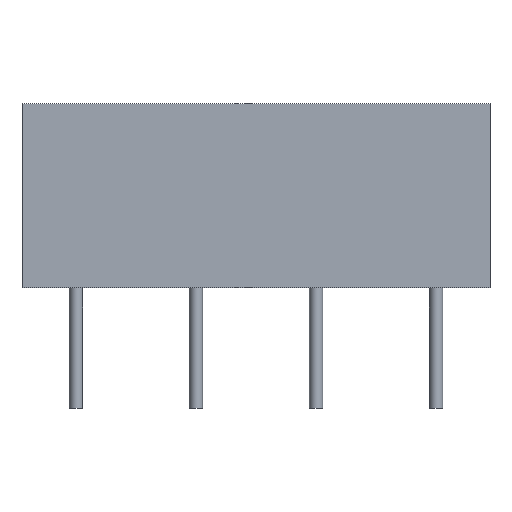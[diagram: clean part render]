
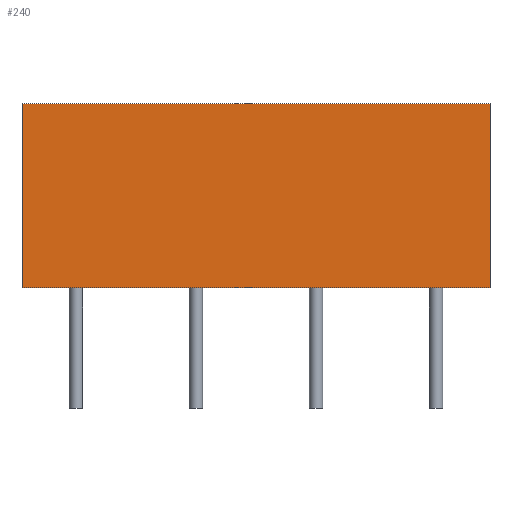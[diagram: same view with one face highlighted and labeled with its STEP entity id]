
A CAD part, front view. The second image highlights one B-rep face of the part: STEP entity #240.
In plain terms, the highlighted planar face has unit normal (0, -1, 0).
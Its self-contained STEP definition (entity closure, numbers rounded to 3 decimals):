
#71 = PLANE('',#72);
#72 = AXIS2_PLACEMENT_3D('',#73,#74,#75);
#73 = CARTESIAN_POINT('',(-2.28,-2.54,0.));
#74 = DIRECTION('',(-1.,0.,0.));
#75 = DIRECTION('',(0.,1.,0.));
#99 = PLANE('',#100);
#100 = AXIS2_PLACEMENT_3D('',#101,#102,#103);
#101 = CARTESIAN_POINT('',(7.62,0.,7.8));
#102 = DIRECTION('',(0.,0.,-1.));
#103 = DIRECTION('',(-1.,0.,0.));
#127 = PLANE('',#128);
#128 = AXIS2_PLACEMENT_3D('',#129,#130,#131);
#129 = CARTESIAN_POINT('',(17.52,2.54,0.));
#130 = DIRECTION('',(1.,0.,-0.));
#131 = DIRECTION('',(0.,-1.,0.));
#153 = PLANE('',#154);
#154 = AXIS2_PLACEMENT_3D('',#155,#156,#157);
#155 = CARTESIAN_POINT('',(7.62,0.,0.));
#156 = DIRECTION('',(0.,0.,-1.));
#157 = DIRECTION('',(-1.,0.,0.));
#170 = VERTEX_POINT('',#171);
#171 = CARTESIAN_POINT('',(17.52,-2.54,7.8));
#192 = EDGE_CURVE('',#193,#170,#195,.T.);
#193 = VERTEX_POINT('',#194);
#194 = CARTESIAN_POINT('',(17.52,-2.54,0.));
#195 = SURFACE_CURVE('',#196,(#200,#207),.PCURVE_S1.);
#196 = LINE('',#197,#198);
#197 = CARTESIAN_POINT('',(17.52,-2.54,0.));
#198 = VECTOR('',#199,1.);
#199 = DIRECTION('',(0.,0.,1.));
#200 = PCURVE('',#127,#201);
#201 = DEFINITIONAL_REPRESENTATION('',(#202),#206);
#202 = LINE('',#203,#204);
#203 = CARTESIAN_POINT('',(5.08,0.));
#204 = VECTOR('',#205,1.);
#205 = DIRECTION('',(0.,-1.));
#206 = ( GEOMETRIC_REPRESENTATION_CONTEXT(2) 
PARAMETRIC_REPRESENTATION_CONTEXT() REPRESENTATION_CONTEXT('2D SPACE',''
  ) );
#207 = PCURVE('',#208,#213);
#208 = PLANE('',#209);
#209 = AXIS2_PLACEMENT_3D('',#210,#211,#212);
#210 = CARTESIAN_POINT('',(17.52,-2.54,0.));
#211 = DIRECTION('',(0.,-1.,0.));
#212 = DIRECTION('',(-1.,0.,0.));
#213 = DEFINITIONAL_REPRESENTATION('',(#214),#218);
#214 = LINE('',#215,#216);
#215 = CARTESIAN_POINT('',(0.,-0.));
#216 = VECTOR('',#217,1.);
#217 = DIRECTION('',(0.,-1.));
#218 = ( GEOMETRIC_REPRESENTATION_CONTEXT(2) 
PARAMETRIC_REPRESENTATION_CONTEXT() REPRESENTATION_CONTEXT('2D SPACE',''
  ) );
#240 = ADVANCED_FACE('',(#241),#208,.T.);
#241 = FACE_BOUND('',#242,.T.);
#242 = EDGE_LOOP('',(#243,#244,#267,#290));
#243 = ORIENTED_EDGE('',*,*,#192,.T.);
#244 = ORIENTED_EDGE('',*,*,#245,.T.);
#245 = EDGE_CURVE('',#170,#246,#248,.T.);
#246 = VERTEX_POINT('',#247);
#247 = CARTESIAN_POINT('',(-2.28,-2.54,7.8));
#248 = SURFACE_CURVE('',#249,(#253,#260),.PCURVE_S1.);
#249 = LINE('',#250,#251);
#250 = CARTESIAN_POINT('',(17.52,-2.54,7.8));
#251 = VECTOR('',#252,1.);
#252 = DIRECTION('',(-1.,0.,0.));
#253 = PCURVE('',#208,#254);
#254 = DEFINITIONAL_REPRESENTATION('',(#255),#259);
#255 = LINE('',#256,#257);
#256 = CARTESIAN_POINT('',(0.,-7.8));
#257 = VECTOR('',#258,1.);
#258 = DIRECTION('',(1.,0.));
#259 = ( GEOMETRIC_REPRESENTATION_CONTEXT(2) 
PARAMETRIC_REPRESENTATION_CONTEXT() REPRESENTATION_CONTEXT('2D SPACE',''
  ) );
#260 = PCURVE('',#99,#261);
#261 = DEFINITIONAL_REPRESENTATION('',(#262),#266);
#262 = LINE('',#263,#264);
#263 = CARTESIAN_POINT('',(-9.9,-2.54));
#264 = VECTOR('',#265,1.);
#265 = DIRECTION('',(1.,0.));
#266 = ( GEOMETRIC_REPRESENTATION_CONTEXT(2) 
PARAMETRIC_REPRESENTATION_CONTEXT() REPRESENTATION_CONTEXT('2D SPACE',''
  ) );
#267 = ORIENTED_EDGE('',*,*,#268,.F.);
#268 = EDGE_CURVE('',#269,#246,#271,.T.);
#269 = VERTEX_POINT('',#270);
#270 = CARTESIAN_POINT('',(-2.28,-2.54,0.));
#271 = SURFACE_CURVE('',#272,(#276,#283),.PCURVE_S1.);
#272 = LINE('',#273,#274);
#273 = CARTESIAN_POINT('',(-2.28,-2.54,0.));
#274 = VECTOR('',#275,1.);
#275 = DIRECTION('',(0.,0.,1.));
#276 = PCURVE('',#208,#277);
#277 = DEFINITIONAL_REPRESENTATION('',(#278),#282);
#278 = LINE('',#279,#280);
#279 = CARTESIAN_POINT('',(19.8,0.));
#280 = VECTOR('',#281,1.);
#281 = DIRECTION('',(0.,-1.));
#282 = ( GEOMETRIC_REPRESENTATION_CONTEXT(2) 
PARAMETRIC_REPRESENTATION_CONTEXT() REPRESENTATION_CONTEXT('2D SPACE',''
  ) );
#283 = PCURVE('',#71,#284);
#284 = DEFINITIONAL_REPRESENTATION('',(#285),#289);
#285 = LINE('',#286,#287);
#286 = CARTESIAN_POINT('',(0.,0.));
#287 = VECTOR('',#288,1.);
#288 = DIRECTION('',(0.,-1.));
#289 = ( GEOMETRIC_REPRESENTATION_CONTEXT(2) 
PARAMETRIC_REPRESENTATION_CONTEXT() REPRESENTATION_CONTEXT('2D SPACE',''
  ) );
#290 = ORIENTED_EDGE('',*,*,#291,.F.);
#291 = EDGE_CURVE('',#193,#269,#292,.T.);
#292 = SURFACE_CURVE('',#293,(#297,#304),.PCURVE_S1.);
#293 = LINE('',#294,#295);
#294 = CARTESIAN_POINT('',(17.52,-2.54,0.));
#295 = VECTOR('',#296,1.);
#296 = DIRECTION('',(-1.,0.,0.));
#297 = PCURVE('',#208,#298);
#298 = DEFINITIONAL_REPRESENTATION('',(#299),#303);
#299 = LINE('',#300,#301);
#300 = CARTESIAN_POINT('',(0.,-0.));
#301 = VECTOR('',#302,1.);
#302 = DIRECTION('',(1.,0.));
#303 = ( GEOMETRIC_REPRESENTATION_CONTEXT(2) 
PARAMETRIC_REPRESENTATION_CONTEXT() REPRESENTATION_CONTEXT('2D SPACE',''
  ) );
#304 = PCURVE('',#153,#305);
#305 = DEFINITIONAL_REPRESENTATION('',(#306),#310);
#306 = LINE('',#307,#308);
#307 = CARTESIAN_POINT('',(-9.9,-2.54));
#308 = VECTOR('',#309,1.);
#309 = DIRECTION('',(1.,0.));
#310 = ( GEOMETRIC_REPRESENTATION_CONTEXT(2) 
PARAMETRIC_REPRESENTATION_CONTEXT() REPRESENTATION_CONTEXT('2D SPACE',''
  ) );
